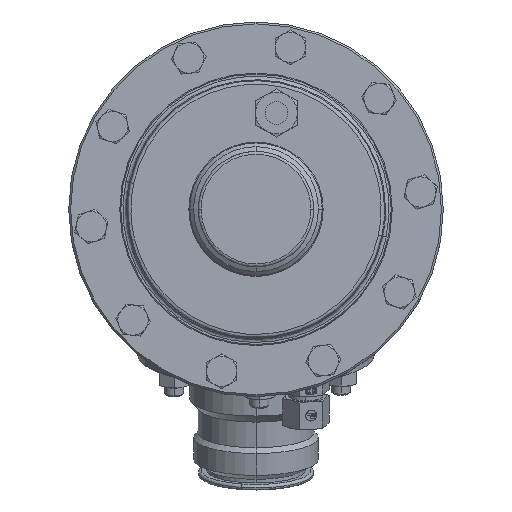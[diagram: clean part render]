
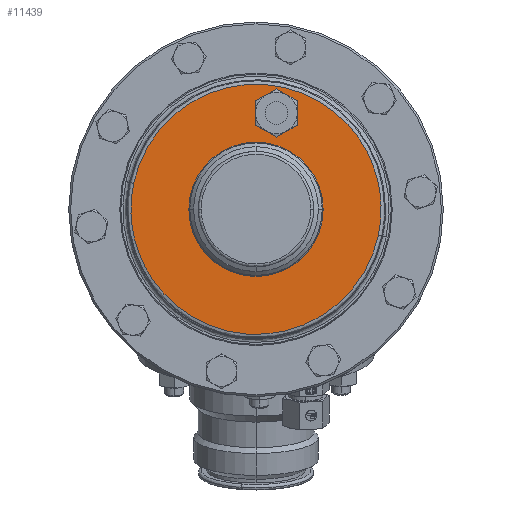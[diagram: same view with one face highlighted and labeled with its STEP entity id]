
A CAD part, top view. The second image highlights one B-rep face of the part: STEP entity #11439.
In plain terms, the highlighted planar face has unit normal (0, 0, 1).
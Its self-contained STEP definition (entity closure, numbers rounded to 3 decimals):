
#1978 = EDGE_CURVE ( 'NONE', #24745, #58492, #71541, .T. ) ;
#2944 = DIRECTION ( 'NONE',  ( 0., 0., 1. ) ) ;
#5330 = PLANE ( 'NONE',  #64073 ) ;
#6772 = CARTESIAN_POINT ( 'NONE',  ( 0., -35.5, 53.4 ) ) ;
#6955 = EDGE_LOOP ( 'NONE', ( #57672, #61370 ) ) ;
#8370 = CARTESIAN_POINT ( 'NONE',  ( 37.169, -143.053, 53.4 ) ) ;
#9629 = CARTESIAN_POINT ( 'NONE',  ( -37.169, 143.053, 53.4 ) ) ;
#10655 = CARTESIAN_POINT ( 'NONE',  ( 1.071, 50.864, 53.4 ) ) ;
#10989 = CIRCLE ( 'NONE', #44880, 9.74 ) ;
#11070 = ORIENTED_EDGE ( 'NONE', *, *, #34864, .F. ) ;
#11439 = ADVANCED_FACE ( 'NONE', ( #47012, #15365, #80636 ), #5330, .F. ) ;
#13881 = CARTESIAN_POINT ( 'NONE',  ( 10.811, 50.864, 53.4 ) ) ;
#15365 = FACE_OUTER_BOUND ( 'NONE', #54676, .T. ) ;
#15966 = CARTESIAN_POINT ( 'NONE',  ( 92.141, 115.567, 53.4 ) ) ;
#17669 = EDGE_CURVE ( 'NONE', #60572, #49639, #10989, .T. ) ;
#20208 = DIRECTION ( 'NONE',  ( 1., 0., 0. ) ) ;
#20373 = CARTESIAN_POINT ( 'NONE',  ( 64.655, -13.743, 53.4 ) ) ;
#21076 = CARTESIAN_POINT ( 'NONE',  ( 10.811, 50.864, 53.4 ) ) ;
#21114 = CARTESIAN_POINT ( 'NONE',  ( -92.141, -115.567, 53.4 ) ) ;
#22337 = CARTESIAN_POINT ( 'NONE',  ( -64.655, 13.743, 53.4 ) ) ;
#22683 = AXIS2_PLACEMENT_3D ( 'NONE', #21076, #65317, #27445 ) ;
#23160 = EDGE_LOOP ( 'NONE', ( #38642, #11070 ) ) ;
#24745 = VERTEX_POINT ( 'NONE', #77610 ) ;
#26132 = DIRECTION ( 'NONE',  ( 0., 0., 1. ) ) ;
#27445 = DIRECTION ( 'NONE',  ( 1., 0., 0. ) ) ;
#29211 = EDGE_CURVE ( 'NONE', #31169, #72624, #48687, .T. ) ;
#31169 = VERTEX_POINT ( 'NONE', #59219 ) ;
#34864 = EDGE_CURVE ( 'NONE', #58492, #24745, #51374, .T. ) ;
#37359 = DIRECTION ( 'NONE',  ( 0., 0., -1. ) ) ;
#37577 =( BOUNDED_CURVE ( )  B_SPLINE_CURVE ( 3, ( #52666, #8370, #21114, #65357 ),
 .UNSPECIFIED., .F., .F. ) 
 B_SPLINE_CURVE_WITH_KNOTS ( ( 4, 4 ),
 ( 0., 1. ),
 .UNSPECIFIED. ) 
 CURVE ( )  GEOMETRIC_REPRESENTATION_ITEM ( )  RATIONAL_B_SPLINE_CURVE ( ( 1., 0.333, 0.333, 1. ) ) 
 REPRESENTATION_ITEM ( '' )  );
#38642 = ORIENTED_EDGE ( 'NONE', *, *, #1978, .F. ) ;
#40803 = CARTESIAN_POINT ( 'NONE',  ( 0., 0., 53.4 ) ) ;
#44260 = ORIENTED_EDGE ( 'NONE', *, *, #29211, .F. ) ;
#44880 = AXIS2_PLACEMENT_3D ( 'NONE', #13881, #58121, #20208 ) ;
#46102 = CARTESIAN_POINT ( 'NONE',  ( 20.551, 50.864, 53.4 ) ) ;
#47012 = FACE_BOUND ( 'NONE', #23160, .T. ) ;
#47172 = DIRECTION ( 'NONE',  ( 0., 1., 0. ) ) ;
#48687 =( BOUNDED_CURVE ( )  B_SPLINE_CURVE ( 3, ( #22337, #9629, #15966, #66614 ),
 .UNSPECIFIED., .F., .F. ) 
 B_SPLINE_CURVE_WITH_KNOTS ( ( 4, 4 ),
 ( 0., 1. ),
 .UNSPECIFIED. ) 
 CURVE ( )  GEOMETRIC_REPRESENTATION_ITEM ( )  RATIONAL_B_SPLINE_CURVE ( ( 1., 0.333, 0.333, 1. ) ) 
 REPRESENTATION_ITEM ( '' )  );
#49639 = VERTEX_POINT ( 'NONE', #46102 ) ;
#51374 = CIRCLE ( 'NONE', #54104, 35.5 ) ;
#52430 = ORIENTED_EDGE ( 'NONE', *, *, #77031, .F. ) ;
#52666 = CARTESIAN_POINT ( 'NONE',  ( 64.655, -13.743, 53.4 ) ) ;
#54104 = AXIS2_PLACEMENT_3D ( 'NONE', #64026, #26132, #70360 ) ;
#54676 = EDGE_LOOP ( 'NONE', ( #52430, #44260 ) ) ;
#57162 = CIRCLE ( 'NONE', #22683, 9.74 ) ;
#57672 = ORIENTED_EDGE ( 'NONE', *, *, #64072, .F. ) ;
#58121 = DIRECTION ( 'NONE',  ( 0., 0., 1. ) ) ;
#58492 = VERTEX_POINT ( 'NONE', #6772 ) ;
#59219 = CARTESIAN_POINT ( 'NONE',  ( -64.655, 13.743, 53.4 ) ) ;
#60572 = VERTEX_POINT ( 'NONE', #10655 ) ;
#61370 = ORIENTED_EDGE ( 'NONE', *, *, #17669, .F. ) ;
#64026 = CARTESIAN_POINT ( 'NONE',  ( 0., 0., 53.4 ) ) ;
#64072 = EDGE_CURVE ( 'NONE', #49639, #60572, #57162, .T. ) ;
#64073 = AXIS2_PLACEMENT_3D ( 'NONE', #75308, #37359, #81660 ) ;
#64956 = AXIS2_PLACEMENT_3D ( 'NONE', #40803, #2944, #47172 ) ;
#65317 = DIRECTION ( 'NONE',  ( 0., 0., 1. ) ) ;
#65357 = CARTESIAN_POINT ( 'NONE',  ( -64.655, 13.743, 53.4 ) ) ;
#66614 = CARTESIAN_POINT ( 'NONE',  ( 64.655, -13.743, 53.4 ) ) ;
#70360 = DIRECTION ( 'NONE',  ( 0., 1., 0. ) ) ;
#71541 = CIRCLE ( 'NONE', #64956, 35.5 ) ;
#72624 = VERTEX_POINT ( 'NONE', #20373 ) ;
#75308 = CARTESIAN_POINT ( 'NONE',  ( 13.743, 64.655, 53.4 ) ) ;
#77031 = EDGE_CURVE ( 'NONE', #72624, #31169, #37577, .T. ) ;
#77610 = CARTESIAN_POINT ( 'NONE',  ( 0., 35.5, 53.4 ) ) ;
#80636 = FACE_BOUND ( 'NONE', #6955, .T. ) ;
#81660 = DIRECTION ( 'NONE',  ( -1., 0., 0. ) ) ;
